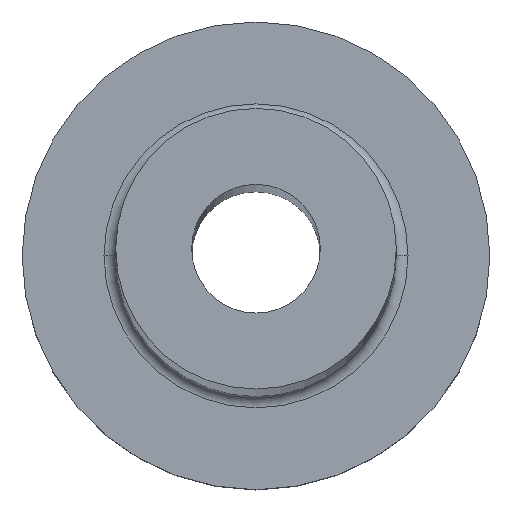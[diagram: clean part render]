
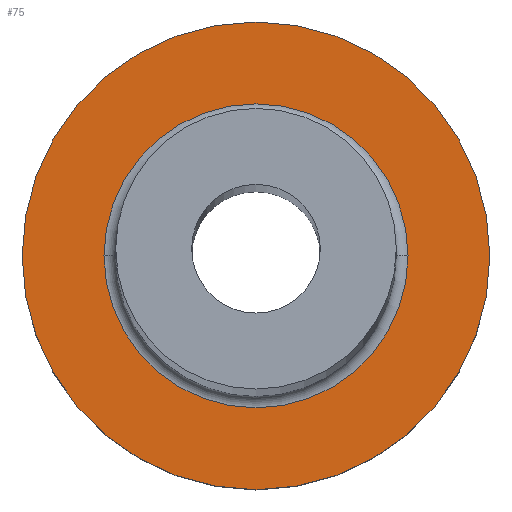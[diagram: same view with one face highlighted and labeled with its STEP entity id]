
A CAD part, top view. The second image highlights one B-rep face of the part: STEP entity #75.
In plain terms, the highlighted planar face has unit normal (0, 0, 1).
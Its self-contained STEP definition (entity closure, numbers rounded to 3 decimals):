
#5 = EDGE_LOOP ( 'NONE', ( #185, #151 ) ) ;
#11 = FACE_BOUND ( 'NONE', #123, .T. ) ;
#24 = DIRECTION ( 'NONE',  ( 0., 0., -1. ) ) ;
#27 = CIRCLE ( 'NONE', #153, 6.5 ) ;
#37 = CIRCLE ( 'NONE', #189, 6.5 ) ;
#49 = AXIS2_PLACEMENT_3D ( 'NONE', #237, #312, #50 ) ;
#50 = DIRECTION ( 'NONE',  ( 1., 0., 0. ) ) ;
#58 = AXIS2_PLACEMENT_3D ( 'NONE', #178, #206, #291 ) ;
#69 = VERTEX_POINT ( 'NONE', #278 ) ;
#75 = ADVANCED_FACE ( 'NONE', ( #11, #223 ), #377, .T. ) ;
#116 = EDGE_CURVE ( 'NONE', #163, #341, #213, .T. ) ;
#120 = EDGE_CURVE ( 'NONE', #69, #357, #27, .T. ) ;
#123 = EDGE_LOOP ( 'NONE', ( #273, #335 ) ) ;
#150 = EDGE_CURVE ( 'NONE', #357, #69, #37, .T. ) ;
#151 = ORIENTED_EDGE ( 'NONE', *, *, #239, .T. ) ;
#153 = AXIS2_PLACEMENT_3D ( 'NONE', #169, #24, #348 ) ;
#163 = VERTEX_POINT ( 'NONE', #236 ) ;
#169 = CARTESIAN_POINT ( 'NONE',  ( 0., 0., 7. ) ) ;
#177 = CIRCLE ( 'NONE', #280, 10. ) ;
#178 = CARTESIAN_POINT ( 'NONE',  ( 0., 0., 7. ) ) ;
#184 = DIRECTION ( 'NONE',  ( 1., 0., 0. ) ) ;
#185 = ORIENTED_EDGE ( 'NONE', *, *, #116, .T. ) ;
#189 = AXIS2_PLACEMENT_3D ( 'NONE', #203, #290, #344 ) ;
#203 = CARTESIAN_POINT ( 'NONE',  ( 0., 0., 7. ) ) ;
#206 = DIRECTION ( 'NONE',  ( 0., 0., 1. ) ) ;
#208 = CARTESIAN_POINT ( 'NONE',  ( 0., 0., 7. ) ) ;
#213 = CIRCLE ( 'NONE', #49, 10. ) ;
#222 = DIRECTION ( 'NONE',  ( 0., 0., 1. ) ) ;
#223 = FACE_OUTER_BOUND ( 'NONE', #5, .T. ) ;
#236 = CARTESIAN_POINT ( 'NONE',  ( -10., 0., 7. ) ) ;
#237 = CARTESIAN_POINT ( 'NONE',  ( 0., 0., 7. ) ) ;
#239 = EDGE_CURVE ( 'NONE', #341, #163, #177, .T. ) ;
#273 = ORIENTED_EDGE ( 'NONE', *, *, #120, .T. ) ;
#278 = CARTESIAN_POINT ( 'NONE',  ( 6.5, 0., 7. ) ) ;
#280 = AXIS2_PLACEMENT_3D ( 'NONE', #208, #222, #184 ) ;
#290 = DIRECTION ( 'NONE',  ( 0., 0., -1. ) ) ;
#291 = DIRECTION ( 'NONE',  ( 1., 0., 0. ) ) ;
#302 = CARTESIAN_POINT ( 'NONE',  ( 10., 0., 7. ) ) ;
#312 = DIRECTION ( 'NONE',  ( 0., 0., 1. ) ) ;
#335 = ORIENTED_EDGE ( 'NONE', *, *, #150, .T. ) ;
#341 = VERTEX_POINT ( 'NONE', #302 ) ;
#344 = DIRECTION ( 'NONE',  ( 1., 0., 0. ) ) ;
#348 = DIRECTION ( 'NONE',  ( 1., 0., 0. ) ) ;
#349 = CARTESIAN_POINT ( 'NONE',  ( -6.5, 0., 7. ) ) ;
#357 = VERTEX_POINT ( 'NONE', #349 ) ;
#377 = PLANE ( 'NONE',  #58 ) ;
